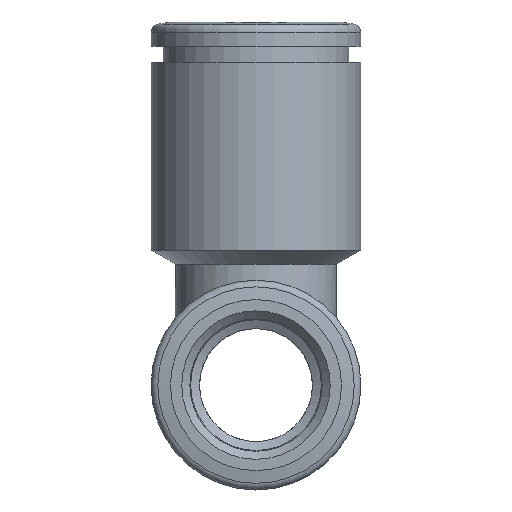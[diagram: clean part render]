
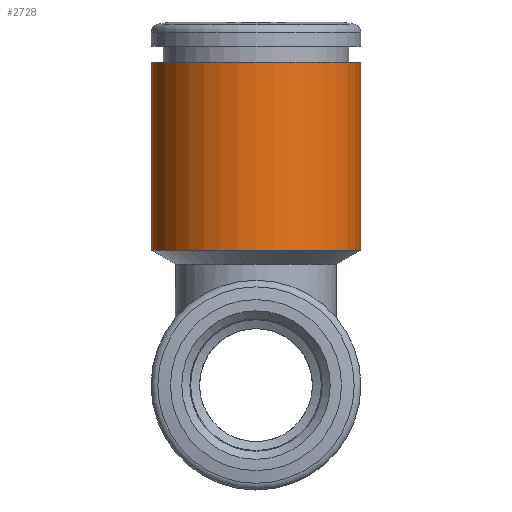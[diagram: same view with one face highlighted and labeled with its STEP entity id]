
A CAD part, left-side view. The second image highlights one B-rep face of the part: STEP entity #2728.
In plain terms, the highlighted cylindrical face has radius 6.5 mm (diameter 13 mm), a full revolution.
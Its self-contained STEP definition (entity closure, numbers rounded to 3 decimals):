
#1051=ORIENTED_EDGE('',*,*,#1331,.F.);
#1052=ORIENTED_EDGE('',*,*,#1330,.T.);
#1165=CIRCLE('',#2573,6.5);
#1166=CIRCLE('',#2575,6.5);
#1246=VERTEX_POINT('',#2367);
#1247=VERTEX_POINT('',#2370);
#1330=EDGE_CURVE('',#1246,#1246,#1165,.T.);
#1331=EDGE_CURVE('',#1247,#1247,#1166,.T.);
#1443=EDGE_LOOP('',(#1051));
#1444=EDGE_LOOP('',(#1052));
#1596=FACE_BOUND('',#1443,.T.);
#1597=FACE_BOUND('',#1444,.T.);
#1836=DIRECTION('',(0.,-1.,0.));
#1837=DIRECTION('',(-6.5,0.,0.));
#1838=DIRECTION('',(0.,-1.,0.));
#1839=DIRECTION('',(-1.,0.,0.));
#1840=DIRECTION('',(0.,-1.,0.));
#1841=DIRECTION('',(-6.5,0.,0.));
#2367=CARTESIAN_POINT('',(101.864,120.614,0.));
#2368=CARTESIAN_POINT('',(108.364,120.614,0.));
#2369=CARTESIAN_POINT('',(108.364,120.614,0.));
#2370=CARTESIAN_POINT('',(101.864,108.98,0.));
#2371=CARTESIAN_POINT('',(108.364,108.98,0.));
#2573=AXIS2_PLACEMENT_3D('',#2368,#1836,#1837);
#2574=AXIS2_PLACEMENT_3D('',#2369,#1838,#1839);
#2575=AXIS2_PLACEMENT_3D('',#2371,#1840,#1841);
#2676=CYLINDRICAL_SURFACE('',#2574,6.5);
#2728=ADVANCED_FACE('',(#1596,#1597),#2676,.T.);
